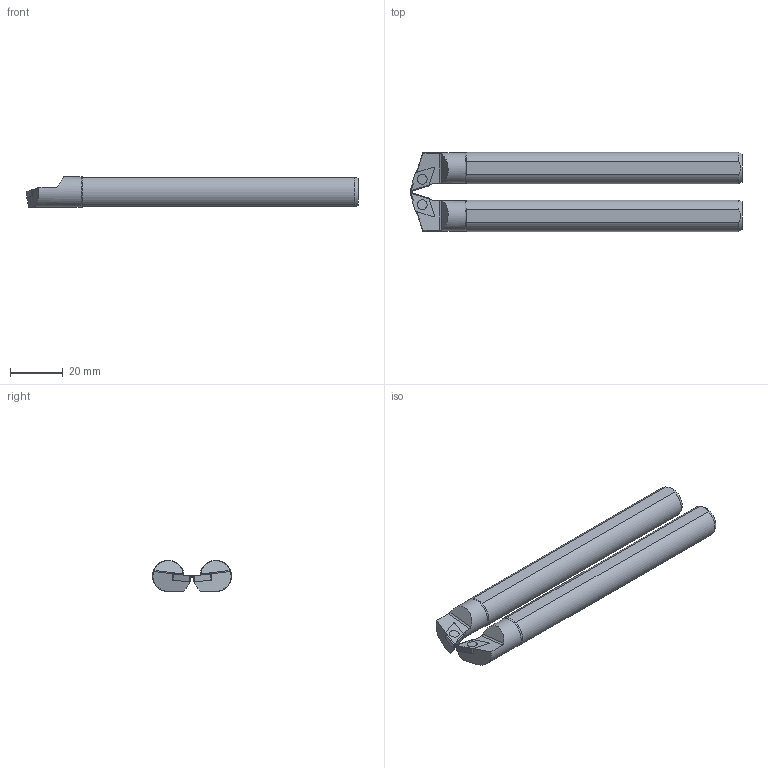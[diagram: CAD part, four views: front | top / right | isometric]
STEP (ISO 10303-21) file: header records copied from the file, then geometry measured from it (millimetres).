
FILE_DESCRIPTION(/* description */ (''),/* implementation_level */ '2;1');
FILE_NAME(/* name */ 'A12KSDQCR07_SIM.stp',/* time_stamp */ '2023-09-07T12:38:07+02:00',/* author */ (''),/* organization */ (''),/* preprocessor_version */ 'ST-DEVELOPER v18.102',/* originating_system */ 'SIEMENS PLM Software NX 2027',/* authorisation */ '');
FILE_SCHEMA (('AUTOMOTIVE_DESIGN { 1 0 10303 214 3 1 1 1 }'));
Length unit declared in the file: millimetre
Products named in the file (1): model1
Bounding box: 126.29 x 30.13 x 11.96 mm (x, y, z)
Volume: 26415.5 mm3; surface area: 9896.9 mm2
Topology: 4 solids, 4 shells, 60 faces, 142 edges, 90 vertices
Faces by surface type: plane 32, cylinder 12, bspline 8, cone 6, torus 2
Full cylindrical faces by diameter (mm): 2.8 x2, 3.75 x2, 11.6 x2
Entity records: 2013 total; most frequent: CARTESIAN_POINT 774, ORIENTED_EDGE 248, DIRECTION 220, EDGE_CURVE 124, AXIS2_PLACEMENT_3D 87, VERTEX_POINT 84, EDGE_LOOP 76, ADVANCED_FACE 60
